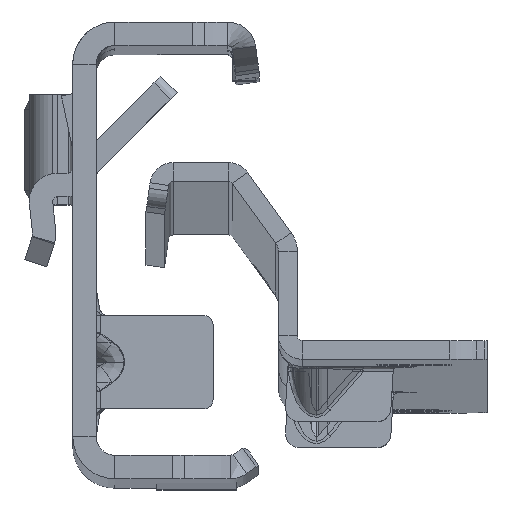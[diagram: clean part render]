
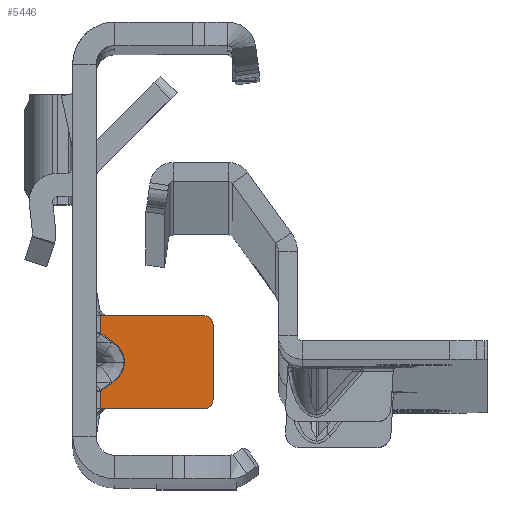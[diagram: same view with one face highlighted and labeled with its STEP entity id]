
A CAD part, top view. The second image highlights one B-rep face of the part: STEP entity #5446.
In plain terms, the highlighted planar face has unit normal (0, 0, 1).
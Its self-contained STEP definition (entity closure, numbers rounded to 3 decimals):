
#41 = CARTESIAN_POINT ( 'NONE',  ( 3.573, -9.692, -541.5 ) ) ;
#127 = VERTEX_POINT ( 'NONE', #3161 ) ;
#134 = CARTESIAN_POINT ( 'NONE',  ( 3.573, -11.508, -541.5 ) ) ;
#484 = CARTESIAN_POINT ( 'NONE',  ( 12.5, -6.6, -541.5 ) ) ;
#856 = ORIENTED_EDGE ( 'NONE', *, *, #5760, .F. ) ;
#920 = LINE ( 'NONE', #18307, #10078 ) ;
#1155 = DIRECTION ( 'NONE',  ( 1., 0., 0. ) ) ;
#1273 = ORIENTED_EDGE ( 'NONE', *, *, #8058, .T. ) ;
#1414 = CARTESIAN_POINT ( 'NONE',  ( 12.5, -6.6, -541.5 ) ) ;
#1661 = DIRECTION ( 'NONE',  ( 0., -1., 0. ) ) ;
#1818 = EDGE_CURVE ( 'NONE', #15328, #16127, #6571, .T. ) ;
#1874 = VERTEX_POINT ( 'NONE', #18643 ) ;
#2067 = CARTESIAN_POINT ( 'NONE',  ( 0.5, -15.6, -541.5 ) ) ;
#2340 = EDGE_CURVE ( 'NONE', #17241, #15328, #6852, .T. ) ;
#2370 = VECTOR ( 'NONE', #3413, 1000. ) ;
#2387 = CARTESIAN_POINT ( 'NONE',  ( 11.5, -5.6, -541.5 ) ) ;
#2394 = AXIS2_PLACEMENT_3D ( 'NONE', #15691, #5804, #17381 ) ;
#2963 = CARTESIAN_POINT ( 'NONE',  ( 0.5, 22.3, -541.5 ) ) ;
#3049 = LINE ( 'NONE', #8821, #2370 ) ;
#3115 = DIRECTION ( 'NONE',  ( 0., 1., 0. ) ) ;
#3161 = CARTESIAN_POINT ( 'NONE',  ( 0.5, -5.6, -541.5 ) ) ;
#3413 = DIRECTION ( 'NONE',  ( 0., 1., 0. ) ) ;
#3543 = DIRECTION ( 'NONE',  ( -1., 0., 0. ) ) ;
#3582 = VERTEX_POINT ( 'NONE', #2067 ) ;
#3607 = VERTEX_POINT ( 'NONE', #4927 ) ;
#3821 = AXIS2_PLACEMENT_3D ( 'NONE', #6041, #13174, #1661 ) ;
#4211 = CARTESIAN_POINT ( 'NONE',  ( -1.826, -15.6, -541.5 ) ) ;
#4783 = CARTESIAN_POINT ( 'NONE',  ( -1.826, -5.6, -541.5 ) ) ;
#4927 = CARTESIAN_POINT ( 'NONE',  ( 11.5, -15.6, -541.5 ) ) ;
#4969 = DIRECTION ( 'NONE',  ( -1., 0., 0. ) ) ;
#5169 = CARTESIAN_POINT ( 'NONE',  ( 1.367, -8.131, -541.5 ) ) ;
#5196 = EDGE_CURVE ( 'NONE', #3582, #14468, #3049, .T. ) ;
#5446 = ADVANCED_FACE ( 'NONE', ( #7562 ), #7655, .F. ) ;
#5574 = ORIENTED_EDGE ( 'NONE', *, *, #1818, .T. ) ;
#5730 = CIRCLE ( 'NONE', #2394, 1. ) ;
#5742 = VECTOR ( 'NONE', #17242, 1000. ) ;
#5760 = EDGE_CURVE ( 'NONE', #15131, #12868, #9441, .T. ) ;
#5804 = DIRECTION ( 'NONE',  ( 0., 0., 1. ) ) ;
#5822 = CARTESIAN_POINT ( 'NONE',  ( 0.5, -7.519, -541.5 ) ) ;
#5941 = CARTESIAN_POINT ( 'NONE',  ( -1.826, -15.6, -541.5 ) ) ;
#6041 = CARTESIAN_POINT ( 'NONE',  ( 11.5, -6.6, -541.5 ) ) ;
#6147 = VERTEX_POINT ( 'NONE', #5822 ) ;
#6169 = VECTOR ( 'NONE', #12927, 1000. ) ;
#6571 = LINE ( 'NONE', #12376, #7108 ) ;
#6852 = CIRCLE ( 'NONE', #3821, 1. ) ;
#7108 = VECTOR ( 'NONE', #4969, 1000. ) ;
#7562 = FACE_OUTER_BOUND ( 'NONE', #12448, .T. ) ;
#7655 = PLANE ( 'NONE',  #17547 ) ;
#7656 = VECTOR ( 'NONE', #1155, 1000. ) ;
#8043 = DIRECTION ( 'NONE',  ( 0.816, 0.577, 0. ) ) ;
#8058 = EDGE_CURVE ( 'NONE', #3607, #1874, #5730, .T. ) ;
#8348 = ORIENTED_EDGE ( 'NONE', *, *, #5196, .F. ) ;
#8429 = EDGE_CURVE ( 'NONE', #17132, #3607, #10223, .T. ) ;
#8657 = VECTOR ( 'NONE', #17378, 1000. ) ;
#8700 = EDGE_CURVE ( 'NONE', #12868, #6147, #17038, .T. ) ;
#8821 = CARTESIAN_POINT ( 'NONE',  ( 0.5, 22.3, -541.5 ) ) ;
#8865 = CARTESIAN_POINT ( 'NONE',  ( 1.757, -8.408, -541.5 ) ) ;
#8941 = ORIENTED_EDGE ( 'NONE', *, *, #8429, .T. ) ;
#9046 = LINE ( 'NONE', #4783, #14448 ) ;
#9441 =( BOUNDED_CURVE ( )  B_SPLINE_CURVE ( 3, ( #11745, #134, #41, #8865 ),
 .UNSPECIFIED., .F., .T. ) 
 B_SPLINE_CURVE_WITH_KNOTS ( ( 4, 4 ),
 ( 2.356, 3.927 ),
 .UNSPECIFIED. ) 
 CURVE ( )  GEOMETRIC_REPRESENTATION_ITEM ( )  RATIONAL_B_SPLINE_CURVE ( ( 1., 0.805, 0.805, 1. ) ) 
 REPRESENTATION_ITEM ( '' )  );
#9711 = CARTESIAN_POINT ( 'NONE',  ( 0.708, -5.6, -541.5 ) ) ;
#10072 = LINE ( 'NONE', #1414, #6169 ) ;
#10078 = VECTOR ( 'NONE', #8043, 1000. ) ;
#10129 = ORIENTED_EDGE ( 'NONE', *, *, #16691, .F. ) ;
#10223 = LINE ( 'NONE', #5941, #5742 ) ;
#10612 = DIRECTION ( 'NONE',  ( 0., 0., -1. ) ) ;
#10923 = VECTOR ( 'NONE', #18372, 1000. ) ;
#11454 = CARTESIAN_POINT ( 'NONE',  ( 0.708, -15.6, -541.5 ) ) ;
#11745 = CARTESIAN_POINT ( 'NONE',  ( 1.757, -12.792, -541.5 ) ) ;
#11828 = EDGE_CURVE ( 'NONE', #3582, #17132, #18649, .T. ) ;
#11950 = ORIENTED_EDGE ( 'NONE', *, *, #13909, .T. ) ;
#12376 = CARTESIAN_POINT ( 'NONE',  ( -1.826, -5.6, -541.5 ) ) ;
#12448 = EDGE_LOOP ( 'NONE', ( #16244, #856, #13263, #8348, #16777, #8941, #1273, #11950, #16954, #5574, #13107, #10129 ) ) ;
#12666 = EDGE_CURVE ( 'NONE', #14468, #15131, #920, .T. ) ;
#12868 = VERTEX_POINT ( 'NONE', #13274 ) ;
#12927 = DIRECTION ( 'NONE',  ( 0., 1., 0. ) ) ;
#13107 = ORIENTED_EDGE ( 'NONE', *, *, #17237, .T. ) ;
#13174 = DIRECTION ( 'NONE',  ( 0., 0., 1. ) ) ;
#13209 = LINE ( 'NONE', #2963, #8657 ) ;
#13263 = ORIENTED_EDGE ( 'NONE', *, *, #12666, .F. ) ;
#13274 = CARTESIAN_POINT ( 'NONE',  ( 1.757, -8.408, -541.5 ) ) ;
#13458 = CARTESIAN_POINT ( 'NONE',  ( -37.326, 22.3, -541.5 ) ) ;
#13909 = EDGE_CURVE ( 'NONE', #1874, #17241, #10072, .T. ) ;
#14448 = VECTOR ( 'NONE', #3543, 1000. ) ;
#14459 = CARTESIAN_POINT ( 'NONE',  ( 1.757, -12.792, -541.5 ) ) ;
#14468 = VERTEX_POINT ( 'NONE', #16675 ) ;
#15131 = VERTEX_POINT ( 'NONE', #14459 ) ;
#15328 = VERTEX_POINT ( 'NONE', #2387 ) ;
#15691 = CARTESIAN_POINT ( 'NONE',  ( 11.5, -14.6, -541.5 ) ) ;
#16127 = VERTEX_POINT ( 'NONE', #9711 ) ;
#16244 = ORIENTED_EDGE ( 'NONE', *, *, #8700, .F. ) ;
#16675 = CARTESIAN_POINT ( 'NONE',  ( 0.5, -13.681, -541.5 ) ) ;
#16691 = EDGE_CURVE ( 'NONE', #6147, #127, #13209, .T. ) ;
#16777 = ORIENTED_EDGE ( 'NONE', *, *, #11828, .T. ) ;
#16954 = ORIENTED_EDGE ( 'NONE', *, *, #2340, .T. ) ;
#17038 = LINE ( 'NONE', #5169, #10923 ) ;
#17132 = VERTEX_POINT ( 'NONE', #11454 ) ;
#17237 = EDGE_CURVE ( 'NONE', #16127, #127, #9046, .T. ) ;
#17241 = VERTEX_POINT ( 'NONE', #484 ) ;
#17242 = DIRECTION ( 'NONE',  ( 1., 0., 0. ) ) ;
#17378 = DIRECTION ( 'NONE',  ( 0., 1., 0. ) ) ;
#17381 = DIRECTION ( 'NONE',  ( 0., 1., 0. ) ) ;
#17547 = AXIS2_PLACEMENT_3D ( 'NONE', #13458, #10612, #3115 ) ;
#18307 = CARTESIAN_POINT ( 'NONE',  ( 2.624, -12.179, -541.5 ) ) ;
#18372 = DIRECTION ( 'NONE',  ( -0.816, 0.577, 0. ) ) ;
#18643 = CARTESIAN_POINT ( 'NONE',  ( 12.5, -14.6, -541.5 ) ) ;
#18649 = LINE ( 'NONE', #4211, #7656 ) ;
